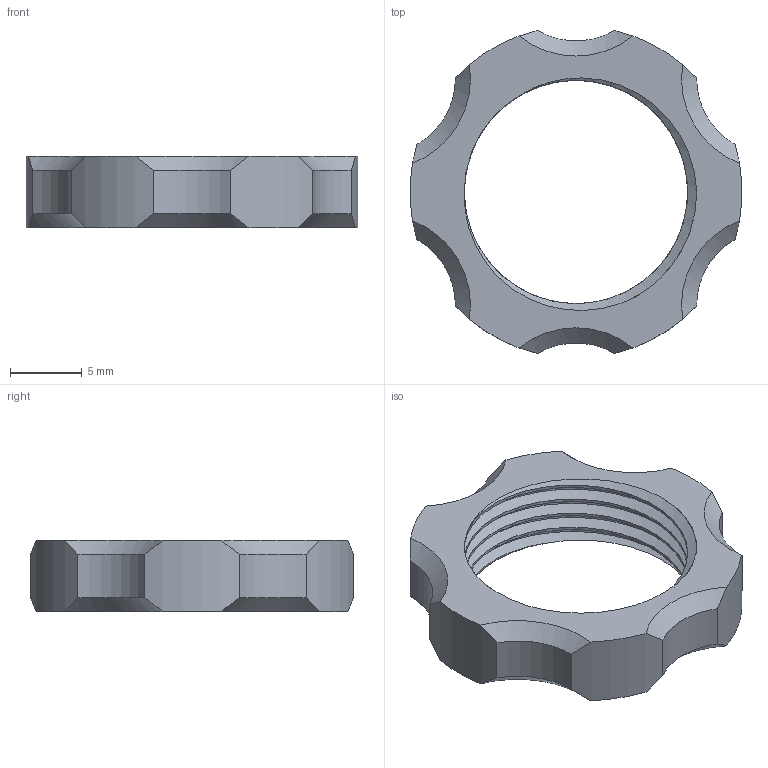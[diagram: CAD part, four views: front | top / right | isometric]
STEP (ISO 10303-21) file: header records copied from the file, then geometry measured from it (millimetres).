
FILE_DESCRIPTION(/* description */ ('STEP AP214'),/* implementation_level */ '2;1');
FILE_NAME(/* name */ '603a47ce83511015a261f12d',/* time_stamp */ '2021-02-27T13:23:27+00:00',/* author */ (''),/* organization */ (''),/* preprocessor_version */ 'ST-DEVELOPER v18.1',/* originating_system */ ' ',/* authorisation */ ' ');
FILE_SCHEMA (('AUTOMOTIVE_DESIGN {1 0 10303 214 3 1 1}'));
Length unit declared in the file: metre
Products named in the file (1): nut
Bounding box: 23.06 x 22.47 x 5 mm (x, y, z)
Volume: 911.7 mm3; surface area: 1102 mm2
Topology: 1 solids, 1 shells, 30 faces, 84 edges, 56 vertices
Faces by surface type: cylinder 14, cone 12, plane 2, bspline 2
Entity records: 1796 total; most frequent: CARTESIAN_POINT 1021, ORIENTED_EDGE 168, DIRECTION 150, EDGE_CURVE 84, AXIS2_PLACEMENT_3D 69, VERTEX_POINT 56, CIRCLE 40, EDGE_LOOP 32
